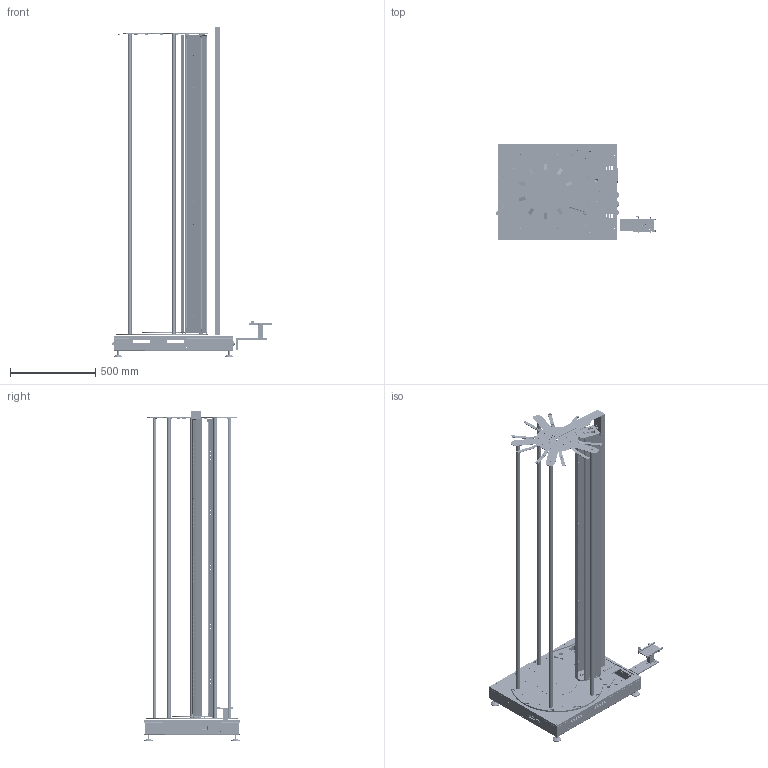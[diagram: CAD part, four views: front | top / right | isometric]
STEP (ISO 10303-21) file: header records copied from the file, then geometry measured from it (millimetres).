
FILE_DESCRIPTION (( 'STEP AP214' ), '1' );
FILE_NAME ('9381000.STEP', '2024-09-26T05:35:41', ( '' ), ( '' ), 'SwSTEP 2.0', 'SolidWorks 2022', '' );
FILE_SCHEMA (( 'AUTOMOTIVE_DESIGN' ));
Length unit declared in the file: millimetre
Products named in the file (1): 9381000
Bounding box: 933.98 x 560.01 x 1936.3 mm (x, y, z)
Volume: 13865164.8 mm3; surface area: 5330693.5 mm2
Topology: 64 solids, 64 shells, 9203 faces, 25512 edges, 16864 vertices
Faces by surface type: plane 4713, cylinder 4361, cone 101, bspline 16, torus 12
Full cylindrical faces by diameter (mm): 1.5 x3, 1.6 x2, 1.9 x1, 2.05 x4, 2.5 x88, 3 x20, 3.1 x8, 3.2 x8, 3.3 x63, 3.4 x18, 4 x178, 4.2 x57, 4.3 x1, 4.4 x30, 4.5 x7, 4.7 x4, 5 x1, 5.2 x2, 5.3 x6, 6 x7, 6.2 x10, 6.5 x21, 6.8 x10, 7.1 x16, 8 x13, 8.2 x1, 8.5 x5, 10 x4, 11 x8, 12.5 x4
Entity records: 395833 total; most frequent: DIRECTION 51588, CARTESIAN_POINT 51177, ORIENTED_EDGE 48952, EDGE_CURVE 24476, AXIS2_PLACEMENT_3D 18011, VERTEX_POINT 16560, VECTOR 15566, LINE 15566
